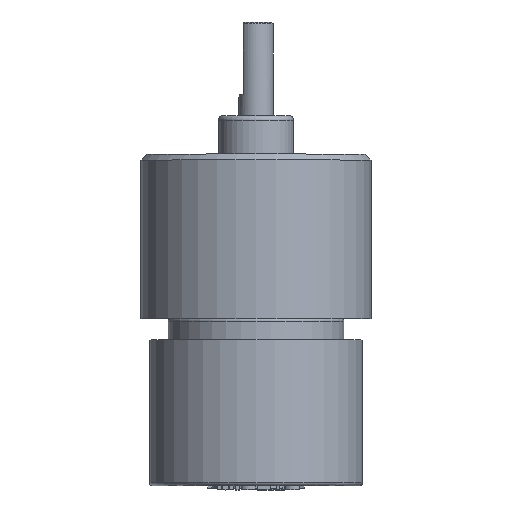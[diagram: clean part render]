
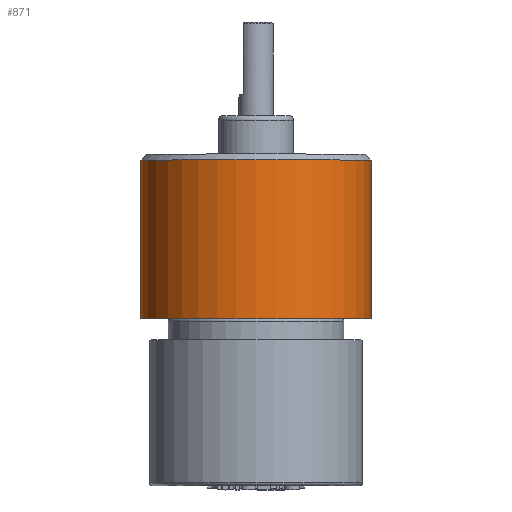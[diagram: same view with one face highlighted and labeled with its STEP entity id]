
A CAD part, top view. The second image highlights one B-rep face of the part: STEP entity #871.
In plain terms, the highlighted cylindrical face has radius 13.5 mm (diameter 27 mm), a full revolution.
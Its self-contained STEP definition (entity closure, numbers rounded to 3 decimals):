
#108=CYLINDRICAL_SURFACE('',#9473,13.5);
#871=ADVANCED_FACE('',(#1779,#1780),#108,.T.);
#1779=FACE_BOUND('',#2123,.T.);
#1780=FACE_BOUND('',#2124,.T.);
#2123=EDGE_LOOP('',(#3541));
#2124=EDGE_LOOP('',(#3542));
#2925=CIRCLE('',#9471,13.5);
#2926=CIRCLE('',#9472,13.5);
#3541=ORIENTED_EDGE('',*,*,#6958,.T.);
#3542=ORIENTED_EDGE('',*,*,#6959,.F.);
#6068=VERTEX_POINT('',#13700);
#6069=VERTEX_POINT('',#13702);
#6958=EDGE_CURVE('',#6068,#6068,#2925,.T.);
#6959=EDGE_CURVE('',#6069,#6069,#2926,.T.);
#9471=AXIS2_PLACEMENT_3D('',#13699,#10745,#10746);
#9472=AXIS2_PLACEMENT_3D('',#13701,#10747,#10748);
#9473=AXIS2_PLACEMENT_3D('',#13703,#10749,#10750);
#10745=DIRECTION('',(0.,-1.,0.));
#10746=DIRECTION('',(0.,0.,1.));
#10747=DIRECTION('',(0.,-1.,0.));
#10748=DIRECTION('',(0.,0.,-1.));
#10749=DIRECTION('',(0.,1.,0.));
#10750=DIRECTION('',(0.,0.,1.));
#13699=CARTESIAN_POINT('',(-23.79,39.521,47.685));
#13700=CARTESIAN_POINT('',(-23.79,39.521,61.185));
#13701=CARTESIAN_POINT('',(-23.79,20.921,47.685));
#13702=CARTESIAN_POINT('',(-23.79,20.921,34.185));
#13703=CARTESIAN_POINT('',(-23.79,38.221,47.685));
